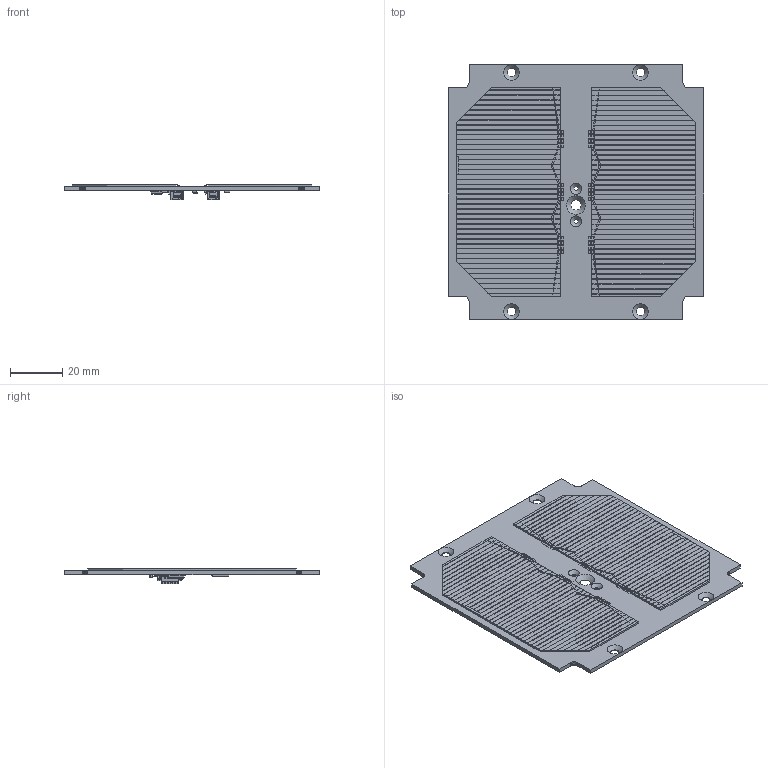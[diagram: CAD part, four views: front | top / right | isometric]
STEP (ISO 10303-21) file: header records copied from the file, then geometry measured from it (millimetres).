
FILE_DESCRIPTION(/* description */ (''),/* implementation_level */ '2;1');
FILE_NAME(/* name */ 'Spacemanic Solar Panel TOP',/* time_stamp */ '2021-01-31T11:29:08+01:00',/* author */ ('Spacemanic s.r.o.'),/* organization */ ('Spacemanic s.r.o.'),/* preprocessor_version */ 'ST-DEVELOPER v16.7',/* originating_system */ 'Solid Edge',/* authorisation */ 'Unknown');
FILE_SCHEMA (('AUTOMOTIVE_DESIGN {1 0 10303 214 3 1 1}'));
Length unit declared in the file: millimetre
Products named in the file (25): Solar Panel TOP; Board20; Open CASCADE STEP translator 6.8 27.1.1; Pasik220; Pasik; Pasik120; D120; TO-277A(SMPC); SC220; 3G30C-cathode; 3G28-base-1; 3G30C-1; covar-tab-1; covar-tab_1-4; covar-tab_2; C220; C_AVX_0603_090; U220; DRL_(R-PDSO-N6); SC120; 3G30C-cathode_1; X120; 532610471; X220; Picoblade 4 pin crimp receptacle 510210400
Assembly tree (50 placements, depth 4):
  Solar Panel TOP
    Board20
      Open CASCADE STEP translator 6.8 27.1.1
    Pasik220
      Pasik
    Pasik120
      Pasik
    D120
      TO-277A(SMPC)
    SC220
      3G30C-cathode
        3G28-base-1
        3G30C-1
        covar-tab-1  x4
        covar-tab_1-4  x4
        covar-tab_2  x4
    C220
      C_AVX_0603_090
    U220
      DRL_(R-PDSO-N6)
    SC120
      3G30C-cathode_1
        3G28-base-1
        3G30C-1
        covar-tab-1  x4
        covar-tab_1-4  x4
        covar-tab_2  x4
    X120
      532610471
    X220
      532610471
    Picoblade 4 pin crimp receptacle 510210400  x2
Bounding box: 98 x 98 x 5.96 mm (x, y, z)
Volume: 19047.7 mm3; surface area: 34194.5 mm2
Topology: 38 solids, 40 shells, 2374 faces, 6493 edges, 4208 vertices
Faces by surface type: plane 2060, cylinder 271, sphere 20, cone 11, torus 8, bspline 4
Full cylindrical faces by diameter (mm): 0.2 x1, 1.7 x2, 3.2 x4
Entity records: 40836 total; most frequent: CARTESIAN_POINT 7229, ORIENTED_EDGE 6248, DIRECTION 5734, EDGE_CURVE 3124, LINE 2874, VECTOR 2874, VERTEX_POINT 2022, AXIS2_PLACEMENT_3D 1430
